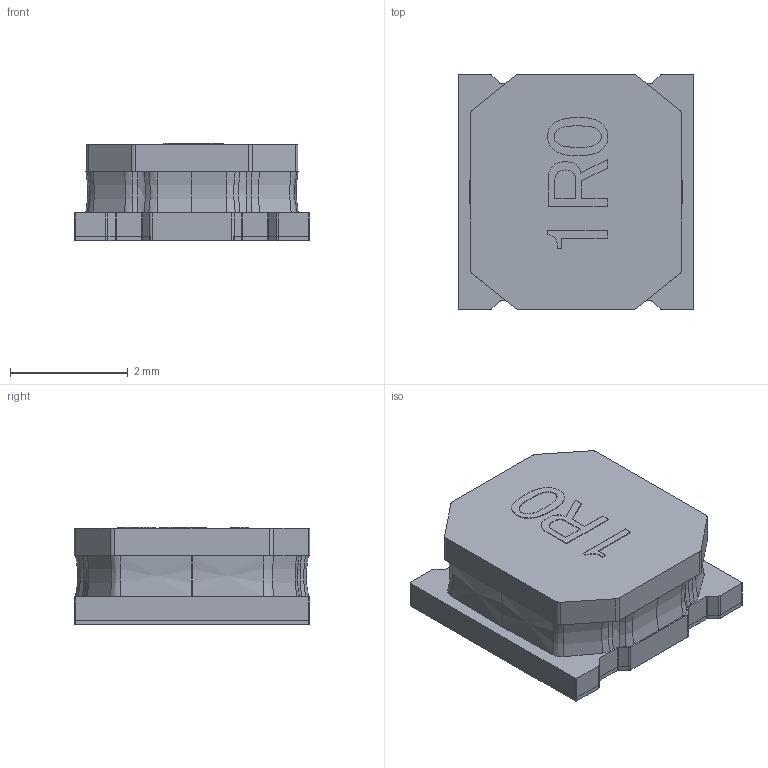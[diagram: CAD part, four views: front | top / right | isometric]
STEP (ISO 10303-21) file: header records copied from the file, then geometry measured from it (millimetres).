
FILE_DESCRIPTION( ('This file contains a STEP AP42 implementation' ,'as created by ZW3D STEP Interface translator.') ,'2;1' );
FILE_NAME( 'TPI4018-SERIES.stp' ,'17 518.101210', (''), ('ZWCAD Software Co.'), 'Version 1.0', 'ZW3D to STEP translator', '' );
FILE_SCHEMA( ('CONFIG_CONTROL_DESIGN') );
Length unit declared in the file: millimetre
Products named in the file (3): 0; TPI4018-SERIES(1R0); 草圖3
Bounding box: 4 x 4 x 1.65 mm (x, y, z)
Volume: 15.6 mm3; surface area: 114.1 mm2
Topology: 8 solids, 9 shells, 201 faces, 561 edges, 374 vertices
Faces by surface type: bspline 201
Entity records: 6210 total; most frequent: CARTESIAN_POINT 2837, ORIENTED_EDGE 1046, EDGE_CURVE 561, B_SPLINE_CURVE_WITH_KNOTS 377, VERTEX_POINT 374, EDGE_LOOP 205, FACE_OUTER_BOUND 201, ADVANCED_FACE 201
